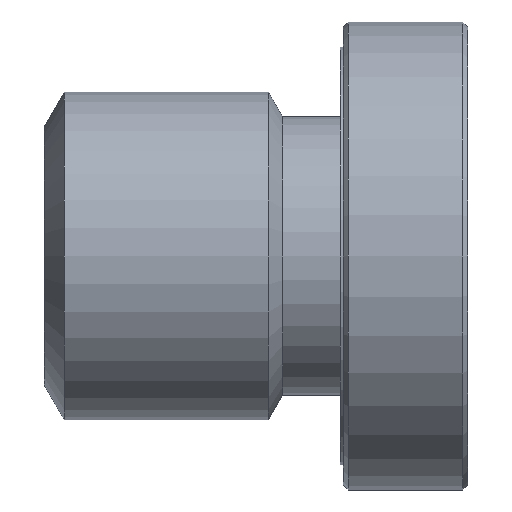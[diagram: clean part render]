
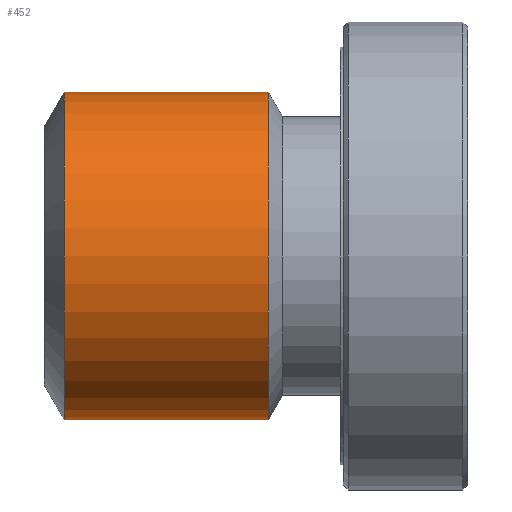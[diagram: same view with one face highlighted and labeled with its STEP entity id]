
A CAD part, front view. The second image highlights one B-rep face of the part: STEP entity #452.
In plain terms, the highlighted cylindrical face has radius 6.579 mm (diameter 13.157 mm), a full revolution.
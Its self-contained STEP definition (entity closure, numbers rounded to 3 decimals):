
#90=CYLINDRICAL_SURFACE('',#502,6.579);
#103=FACE_BOUND('',#176,.T.);
#135=FACE_OUTER_BOUND('',#175,.T.);
#175=EDGE_LOOP('',(#403));
#176=EDGE_LOOP('',(#404));
#209=CIRCLE('',#501,6.579);
#210=CIRCLE('',#503,6.579);
#251=VERTEX_POINT('',#776);
#252=VERTEX_POINT('',#779);
#305=EDGE_CURVE('',#251,#251,#209,.T.);
#306=EDGE_CURVE('',#252,#252,#210,.T.);
#403=ORIENTED_EDGE('',*,*,#305,.T.);
#404=ORIENTED_EDGE('',*,*,#306,.F.);
#452=ADVANCED_FACE('',(#135,#103),#90,.T.);
#501=AXIS2_PLACEMENT_3D('',#777,#613,#614);
#502=AXIS2_PLACEMENT_3D('',#778,#615,#616);
#503=AXIS2_PLACEMENT_3D('',#780,#617,#618);
#613=DIRECTION('center_axis',(1.,0.,0.));
#614=DIRECTION('ref_axis',(0.,0.,-1.));
#615=DIRECTION('center_axis',(1.,0.,0.));
#616=DIRECTION('ref_axis',(0.,1.,0.));
#617=DIRECTION('center_axis',(1.,0.,0.));
#618=DIRECTION('ref_axis',(0.,0.,-1.));
#776=CARTESIAN_POINT('',(0.796,6.579,0.));
#777=CARTESIAN_POINT('Origin',(0.796,0.,0.));
#778=CARTESIAN_POINT('Origin',(4.898,0.,0.));
#779=CARTESIAN_POINT('',(9.,6.579,0.));
#780=CARTESIAN_POINT('Origin',(9.,0.,0.));
